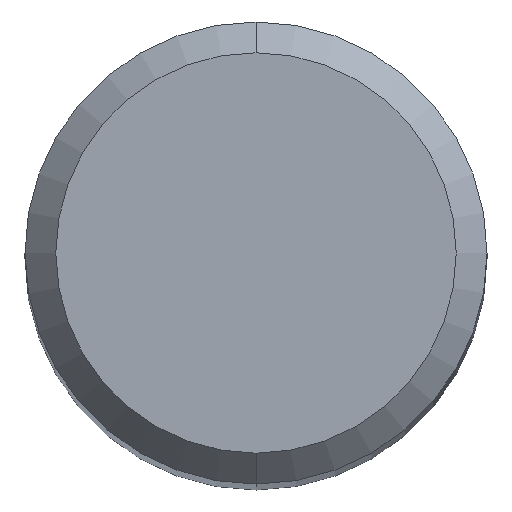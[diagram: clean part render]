
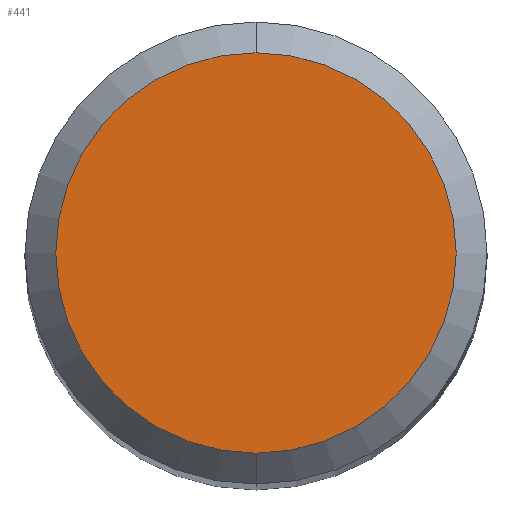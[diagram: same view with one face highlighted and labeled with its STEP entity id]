
A CAD part, top view. The second image highlights one B-rep face of the part: STEP entity #441.
In plain terms, the highlighted planar face has unit normal (0, 0, 1).
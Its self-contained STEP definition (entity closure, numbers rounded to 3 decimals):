
#239=EDGE_CURVE('',#331,#425,#552,.T.);
#331=VERTEX_POINT('',#655);
#391=EDGE_CURVE('',#425,#331,#719,.T.);
#425=VERTEX_POINT('',#755);
#441=ADVANCED_FACE('',(#772),#773,.T.);
#552=CIRCLE('',#979,2.6);
#655=CARTESIAN_POINT('',(0.0,2.6,0.0));
#719=CIRCLE('',#1336,2.6);
#755=CARTESIAN_POINT('',(0.,-2.6,0.0));
#772=FACE_OUTER_BOUND('',#1408,.T.);
#773=PLANE('',#1409);
#979=AXIS2_PLACEMENT_3D('',#1514,#1515,#1516);
#1336=AXIS2_PLACEMENT_3D('',#1700,#1701,#1702);
#1408=EDGE_LOOP('',(#1746,#1747));
#1409=AXIS2_PLACEMENT_3D('',#1748,#1749,#1750);
#1514=CARTESIAN_POINT('',(0.0,0.0,0.0));
#1515=DIRECTION('',(0.0,0.0,-1.0));
#1516=DIRECTION('',(0.0,1.0,0.0));
#1700=CARTESIAN_POINT('',(0.0,0.0,0.0));
#1701=DIRECTION('',(0.0,0.0,-1.0));
#1702=DIRECTION('',(0.0,1.0,0.0));
#1746=ORIENTED_EDGE('',*,*,#239,.F.);
#1747=ORIENTED_EDGE('',*,*,#391,.F.);
#1748=CARTESIAN_POINT('',(0.0,1.3,0.0));
#1749=DIRECTION('',(-0.0,0.0,1.0));
#1750=DIRECTION('',(0.0,-1.0,0.0));
